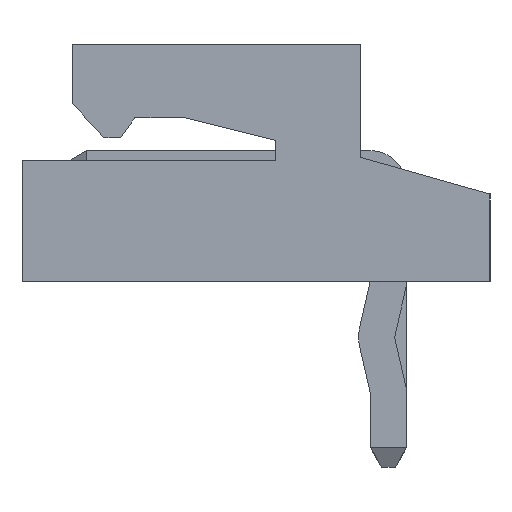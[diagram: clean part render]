
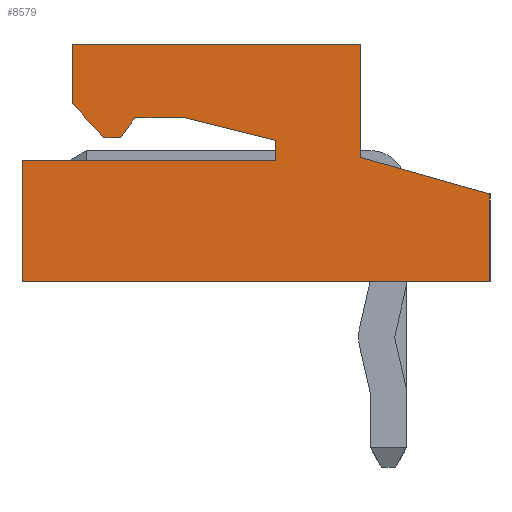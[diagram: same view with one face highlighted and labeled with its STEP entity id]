
A CAD part, left-side view. The second image highlights one B-rep face of the part: STEP entity #8579.
In plain terms, the highlighted planar face has unit normal (-1, 0, 0).
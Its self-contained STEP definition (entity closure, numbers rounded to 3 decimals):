
#1027=ORIENTED_EDGE('',*,*,#2202,.F.);
#1028=ORIENTED_EDGE('',*,*,#2371,.T.);
#1029=ORIENTED_EDGE('',*,*,#2366,.T.);
#1030=ORIENTED_EDGE('',*,*,#2364,.T.);
#1031=ORIENTED_EDGE('',*,*,#2361,.T.);
#1032=ORIENTED_EDGE('',*,*,#2372,.F.);
#1033=ORIENTED_EDGE('',*,*,#2373,.T.);
#1034=ORIENTED_EDGE('',*,*,#2214,.F.);
#1035=ORIENTED_EDGE('',*,*,#2212,.F.);
#1036=ORIENTED_EDGE('',*,*,#2210,.F.);
#1037=ORIENTED_EDGE('',*,*,#2208,.F.);
#1038=ORIENTED_EDGE('',*,*,#2206,.F.);
#1039=ORIENTED_EDGE('',*,*,#2204,.F.);
#1040=ORIENTED_EDGE('',*,*,#2132,.F.);
#2132=EDGE_CURVE('',#2922,#2923,#3543,.T.);
#2202=EDGE_CURVE('',#2973,#2922,#3613,.T.);
#2204=EDGE_CURVE('',#2923,#2974,#3615,.T.);
#2206=EDGE_CURVE('',#2974,#2975,#3617,.T.);
#2208=EDGE_CURVE('',#2975,#2976,#3619,.T.);
#2210=EDGE_CURVE('',#2976,#2977,#3621,.T.);
#2212=EDGE_CURVE('',#2977,#2978,#3623,.T.);
#2214=EDGE_CURVE('',#2978,#2979,#3625,.T.);
#2361=EDGE_CURVE('',#3078,#3079,#3772,.T.);
#2364=EDGE_CURVE('',#3080,#3078,#3775,.T.);
#2366=EDGE_CURVE('',#3081,#3080,#3777,.T.);
#2371=EDGE_CURVE('',#2973,#3081,#3782,.T.);
#2372=EDGE_CURVE('',#3083,#3079,#3783,.T.);
#2373=EDGE_CURVE('',#3083,#2979,#3784,.T.);
#2922=VERTEX_POINT('',#11332);
#2923=VERTEX_POINT('',#11334);
#2973=VERTEX_POINT('',#11473);
#2974=VERTEX_POINT('',#11478);
#2975=VERTEX_POINT('',#11482);
#2976=VERTEX_POINT('',#11486);
#2977=VERTEX_POINT('',#11490);
#2978=VERTEX_POINT('',#11494);
#2979=VERTEX_POINT('',#11498);
#3078=VERTEX_POINT('',#11800);
#3079=VERTEX_POINT('',#11801);
#3080=VERTEX_POINT('',#11806);
#3081=VERTEX_POINT('',#11810);
#3083=VERTEX_POINT('',#11820);
#3543=LINE('',#11333,#4366);
#3613=LINE('',#11474,#4436);
#3615=LINE('',#11477,#4438);
#3617=LINE('',#11481,#4440);
#3619=LINE('',#11485,#4442);
#3621=LINE('',#11489,#4444);
#3623=LINE('',#11493,#4446);
#3625=LINE('',#11497,#4448);
#3772=LINE('',#11799,#4595);
#3775=LINE('',#11805,#4598);
#3777=LINE('',#11809,#4600);
#3782=LINE('',#11818,#4605);
#3783=LINE('',#11819,#4606);
#3784=LINE('',#11821,#4607);
#4366=VECTOR('',#9648,1000.);
#4436=VECTOR('',#9758,1000.);
#4438=VECTOR('',#9762,1000.);
#4440=VECTOR('',#9766,1000.);
#4442=VECTOR('',#9770,1000.);
#4444=VECTOR('',#9774,1000.);
#4446=VECTOR('',#9778,1000.);
#4448=VECTOR('',#9782,1000.);
#4595=VECTOR('',#10041,1000.);
#4598=VECTOR('',#10046,1000.);
#4600=VECTOR('',#10050,1000.);
#4605=VECTOR('',#10059,1000.);
#4606=VECTOR('',#10060,1000.);
#4607=VECTOR('',#10061,1000.);
#5139=EDGE_LOOP('',(#1027,#1028,#1029,#1030,#1031,#1032,#1033,#1034,#1035,
#1036,#1037,#1038,#1039,#1040));
#5498=FACE_BOUND('',#5139,.T.);
#5829=PLANE('',#8968);
#8579=ADVANCED_FACE('',(#5498),#5829,.T.);
#8968=AXIS2_PLACEMENT_3D('',#11817,#10057,#10058);
#9648=DIRECTION('',(0.,-1.,0.));
#9758=DIRECTION('',(0.,0.,-1.));
#9762=DIRECTION('',(0.,-0.243,0.97));
#9766=DIRECTION('',(0.,0.,1.));
#9770=DIRECTION('',(0.,0.814,0.581));
#9774=DIRECTION('',(0.,0.,1.));
#9778=DIRECTION('',(0.,-0.737,0.676));
#9782=DIRECTION('',(0.,-1.,0.));
#10041=DIRECTION('',(0.,-0.272,0.962));
#10046=DIRECTION('',(0.,-1.,0.));
#10050=DIRECTION('',(0.,0.,-1.));
#10057=DIRECTION('',(-1.,0.,0.));
#10058=DIRECTION('',(0.,0.,1.));
#10059=DIRECTION('',(0.,1.,0.));
#10060=DIRECTION('',(0.,1.,0.));
#10061=DIRECTION('',(0.,0.,1.));
#11332=CARTESIAN_POINT('',(-10.,0.15,-1.5));
#11333=CARTESIAN_POINT('',(-10.,0.15,-1.5));
#11334=CARTESIAN_POINT('',(-10.,-0.2,-1.5));
#11473=CARTESIAN_POINT('',(-10.,0.15,3.));
#11474=CARTESIAN_POINT('',(-10.,0.15,-1.5));
#11477=CARTESIAN_POINT('',(-10.,-0.2,-1.5));
#11478=CARTESIAN_POINT('',(-10.,-0.6,0.1));
#11481=CARTESIAN_POINT('',(-10.,-0.6,1.));
#11482=CARTESIAN_POINT('',(-10.,-0.6,1.));
#11485=CARTESIAN_POINT('',(-10.,-0.25,1.25));
#11486=CARTESIAN_POINT('',(-10.,-0.25,1.25));
#11489=CARTESIAN_POINT('',(-10.,-0.25,1.55));
#11490=CARTESIAN_POINT('',(-10.,-0.25,1.55));
#11493=CARTESIAN_POINT('',(-10.,-0.25,1.55));
#11494=CARTESIAN_POINT('',(-10.,-0.85,2.1));
#11497=CARTESIAN_POINT('',(-10.,-0.85,2.1));
#11498=CARTESIAN_POINT('',(-10.,-1.9,2.1));
#11799=CARTESIAN_POINT('',(-10.,0.75,-5.3));
#11800=CARTESIAN_POINT('',(-10.,0.75,-5.3));
#11801=CARTESIAN_POINT('',(-10.,0.1,-3.));
#11805=CARTESIAN_POINT('',(-10.,2.3,-5.3));
#11806=CARTESIAN_POINT('',(-10.,2.3,-5.3));
#11809=CARTESIAN_POINT('',(-10.,2.3,3.));
#11810=CARTESIAN_POINT('',(-10.,2.3,3.));
#11817=CARTESIAN_POINT('',(-10.,-1.9,-3.));
#11818=CARTESIAN_POINT('',(-10.,-1.9,3.));
#11819=CARTESIAN_POINT('',(-10.,-1.9,-3.));
#11820=CARTESIAN_POINT('',(-10.,-1.9,-3.));
#11821=CARTESIAN_POINT('',(-10.,-1.9,-3.));
